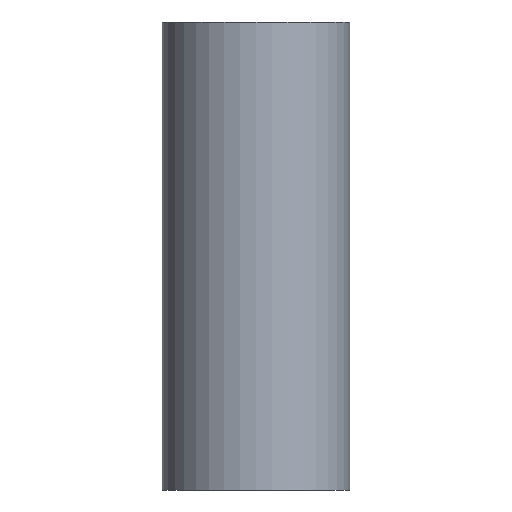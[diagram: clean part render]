
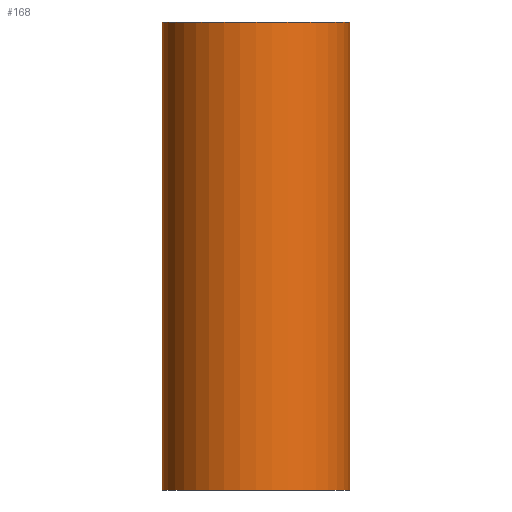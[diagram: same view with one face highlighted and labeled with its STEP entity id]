
A CAD part, front view. The second image highlights one B-rep face of the part: STEP entity #168.
In plain terms, the highlighted cylindrical face has radius 6.35 mm (diameter 12.7 mm), a partial arc.
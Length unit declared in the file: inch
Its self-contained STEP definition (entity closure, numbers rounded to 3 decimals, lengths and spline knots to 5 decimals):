
#2 = VECTOR ( 'NONE', #200, 39.37008 ) ;
#8 = CARTESIAN_POINT ( 'NONE',  ( 0., 0., 1.25 ) ) ;
#11 = DIRECTION ( 'NONE',  ( 1., 0., 0. ) ) ;
#14 = ORIENTED_EDGE ( 'NONE', *, *, #54, .T. ) ;
#15 = DIRECTION ( 'NONE',  ( 0., 0., 1. ) ) ;
#20 = EDGE_CURVE ( 'NONE', #38, #147, #99, .T. ) ;
#24 = CIRCLE ( 'NONE', #68, 0.25 ) ;
#27 = ORIENTED_EDGE ( 'NONE', *, *, #20, .T. ) ;
#32 = DIRECTION ( 'NONE',  ( 0., 0., -1. ) ) ;
#38 = VERTEX_POINT ( 'NONE', #178 ) ;
#41 = EDGE_CURVE ( 'NONE', #201, #94, #137, .T. ) ;
#54 = EDGE_CURVE ( 'NONE', #147, #94, #24, .T. ) ;
#57 = CYLINDRICAL_SURFACE ( 'NONE', #79, 0.25 ) ;
#68 = AXIS2_PLACEMENT_3D ( 'NONE', #214, #114, #11 ) ;
#79 = AXIS2_PLACEMENT_3D ( 'NONE', #8, #32, #150 ) ;
#81 = CARTESIAN_POINT ( 'NONE',  ( 0.25, 0., 1.25 ) ) ;
#84 = CARTESIAN_POINT ( 'NONE',  ( -0.25, 0., 0. ) ) ;
#91 = ORIENTED_EDGE ( 'NONE', *, *, #41, .F. ) ;
#94 = VERTEX_POINT ( 'NONE', #191 ) ;
#99 = LINE ( 'NONE', #129, #108 ) ;
#100 = EDGE_LOOP ( 'NONE', ( #91, #175, #27, #14 ) ) ;
#108 = VECTOR ( 'NONE', #180, 39.37008 ) ;
#114 = DIRECTION ( 'NONE',  ( 0., 0., 1. ) ) ;
#129 = CARTESIAN_POINT ( 'NONE',  ( -0.25, 0., 1.25 ) ) ;
#133 = DIRECTION ( 'NONE',  ( 1., 0., 0. ) ) ;
#137 = LINE ( 'NONE', #81, #2 ) ;
#147 = VERTEX_POINT ( 'NONE', #84 ) ;
#149 = CARTESIAN_POINT ( 'NONE',  ( 0.25, 0., 1.25 ) ) ;
#150 = DIRECTION ( 'NONE',  ( -1., 0., 0. ) ) ;
#154 = CIRCLE ( 'NONE', #197, 0.25 ) ;
#168 = ADVANCED_FACE ( 'NONE', ( #211 ), #57, .T. ) ;
#175 = ORIENTED_EDGE ( 'NONE', *, *, #209, .F. ) ;
#178 = CARTESIAN_POINT ( 'NONE',  ( -0.25, 0., 1.25 ) ) ;
#180 = DIRECTION ( 'NONE',  ( 0., 0., -1. ) ) ;
#186 = CARTESIAN_POINT ( 'NONE',  ( 0., 0., 1.25 ) ) ;
#191 = CARTESIAN_POINT ( 'NONE',  ( 0.25, 0., 0. ) ) ;
#197 = AXIS2_PLACEMENT_3D ( 'NONE', #186, #15, #133 ) ;
#200 = DIRECTION ( 'NONE',  ( 0., 0., -1. ) ) ;
#201 = VERTEX_POINT ( 'NONE', #149 ) ;
#209 = EDGE_CURVE ( 'NONE', #38, #201, #154, .T. ) ;
#211 = FACE_OUTER_BOUND ( 'NONE', #100, .T. ) ;
#214 = CARTESIAN_POINT ( 'NONE',  ( 0., 0., 0. ) ) ;
